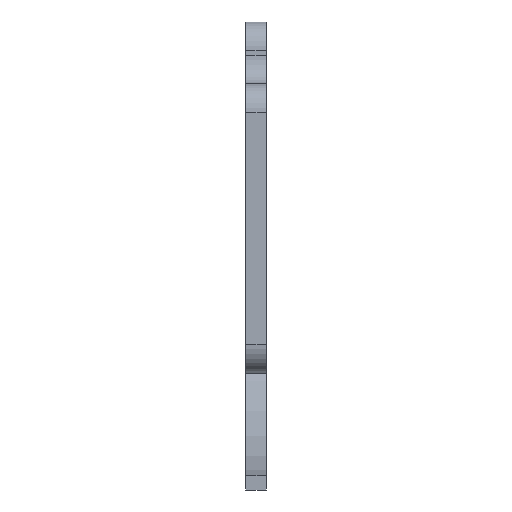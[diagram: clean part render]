
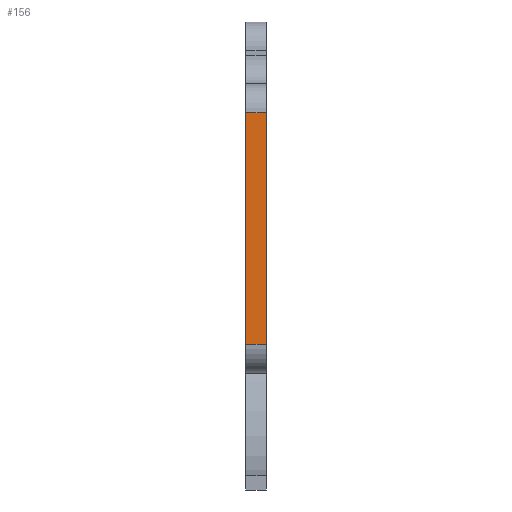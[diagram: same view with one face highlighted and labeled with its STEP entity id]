
A CAD part, left-side view. The second image highlights one B-rep face of the part: STEP entity #156.
In plain terms, the highlighted planar face has unit normal (-1, 0, 0).
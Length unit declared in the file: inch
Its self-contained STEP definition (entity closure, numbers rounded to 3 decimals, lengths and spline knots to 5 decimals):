
#45 = VERTEX_POINT ( 'NONE', #354 ) ;
#136 = ORIENTED_EDGE ( 'NONE', *, *, #587, .T. ) ;
#156 = ADVANCED_FACE ( 'NONE', ( #1128 ), #1708, .F. ) ;
#182 = CARTESIAN_POINT ( 'NONE',  ( -0.80098, 0.07, -0.40061 ) ) ;
#269 = LINE ( 'NONE', #676, #1782 ) ;
#289 = VECTOR ( 'NONE', #1050, 39.37008 ) ;
#354 = CARTESIAN_POINT ( 'NONE',  ( -0.80098, 0.07, 0.40185 ) ) ;
#379 = ORIENTED_EDGE ( 'NONE', *, *, #1154, .F. ) ;
#455 = CARTESIAN_POINT ( 'NONE',  ( -0.80098, 0.07, 0.50185 ) ) ;
#580 = VECTOR ( 'NONE', #763, 39.37008 ) ;
#581 = DIRECTION ( 'NONE',  ( 0., 0., -1. ) ) ;
#586 = EDGE_LOOP ( 'NONE', ( #379, #1308, #136, #729 ) ) ;
#587 = EDGE_CURVE ( 'NONE', #1400, #1582, #269, .T. ) ;
#603 = LINE ( 'NONE', #182, #580 ) ;
#676 = CARTESIAN_POINT ( 'NONE',  ( -0.80098, 0., 0.50185 ) ) ;
#729 = ORIENTED_EDGE ( 'NONE', *, *, #1696, .T. ) ;
#763 = DIRECTION ( 'NONE',  ( 0., -1., 0. ) ) ;
#878 = CARTESIAN_POINT ( 'NONE',  ( -0.80098, 0., 0.40185 ) ) ;
#985 = CARTESIAN_POINT ( 'NONE',  ( -0.80098, 0., -0.40061 ) ) ;
#988 = VERTEX_POINT ( 'NONE', #1402 ) ;
#1050 = DIRECTION ( 'NONE',  ( 0., 1., 0. ) ) ;
#1128 = FACE_OUTER_BOUND ( 'NONE', #586, .T. ) ;
#1154 = EDGE_CURVE ( 'NONE', #988, #45, #1602, .T. ) ;
#1161 = EDGE_CURVE ( 'NONE', #988, #1400, #603, .T. ) ;
#1308 = ORIENTED_EDGE ( 'NONE', *, *, #1161, .T. ) ;
#1357 = AXIS2_PLACEMENT_3D ( 'NONE', #1818, #1553, #581 ) ;
#1400 = VERTEX_POINT ( 'NONE', #985 ) ;
#1402 = CARTESIAN_POINT ( 'NONE',  ( -0.80098, 0.07, -0.40061 ) ) ;
#1553 = DIRECTION ( 'NONE',  ( 1., 0., 0. ) ) ;
#1567 = VECTOR ( 'NONE', #1722, 39.37008 ) ;
#1582 = VERTEX_POINT ( 'NONE', #878 ) ;
#1602 = LINE ( 'NONE', #455, #1567 ) ;
#1614 = CARTESIAN_POINT ( 'NONE',  ( -0.80098, 0.07, 0.40185 ) ) ;
#1676 = DIRECTION ( 'NONE',  ( 0., 0., 1. ) ) ;
#1696 = EDGE_CURVE ( 'NONE', #1582, #45, #1776, .T. ) ;
#1708 = PLANE ( 'NONE',  #1357 ) ;
#1722 = DIRECTION ( 'NONE',  ( 0., 0., 1. ) ) ;
#1776 = LINE ( 'NONE', #1614, #289 ) ;
#1782 = VECTOR ( 'NONE', #1676, 39.37008 ) ;
#1818 = CARTESIAN_POINT ( 'NONE',  ( -0.80098, 0.07, 0.50185 ) ) ;
